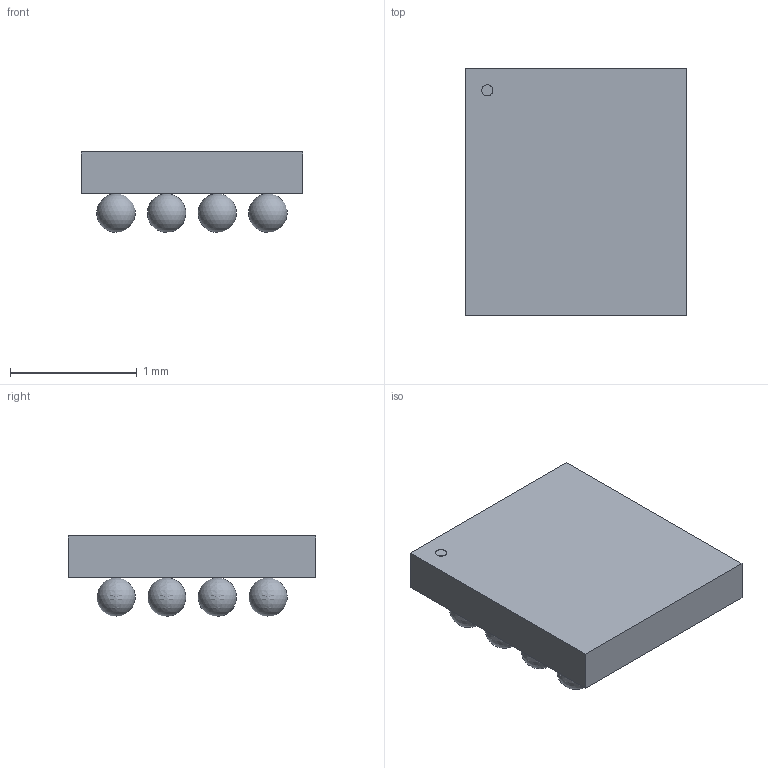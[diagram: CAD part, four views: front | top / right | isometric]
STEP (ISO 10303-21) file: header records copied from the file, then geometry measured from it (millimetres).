
FILE_DESCRIPTION(('STEP AP214'),'1');
FILE_NAME('WLCSP16_1P9X1P7_ONS','2022-02-05T21:37:49',(''),(''),'','','');
FILE_SCHEMA(('AUTOMOTIVE_DESIGN'));
Length unit declared in the file: millimetre
Products named in the file (1): product
Bounding box: 1.75 x 1.96 x 0.64 mm (x, y, z)
Volume: 1.6 mm3; surface area: 18.7 mm2
Topology: 34 solids, 34 shells, 41 faces, 111 edges, 74 vertices
Faces by surface type: sphere 32, plane 8, cylinder 1
Full cylindrical faces by diameter (mm): 0.088 x1
Entity records: 544 total; most frequent: DIRECTION 102, CARTESIAN_POINT 55, AXIS2_PLACEMENT_3D 45, STYLED_ITEM 41, ADVANCED_FACE 41, MANIFOLD_SOLID_BREP 34, CLOSED_SHELL 34, SPHERICAL_SURFACE 32
